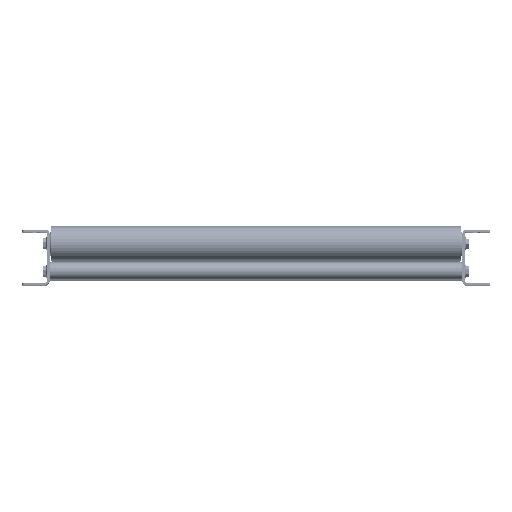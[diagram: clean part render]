
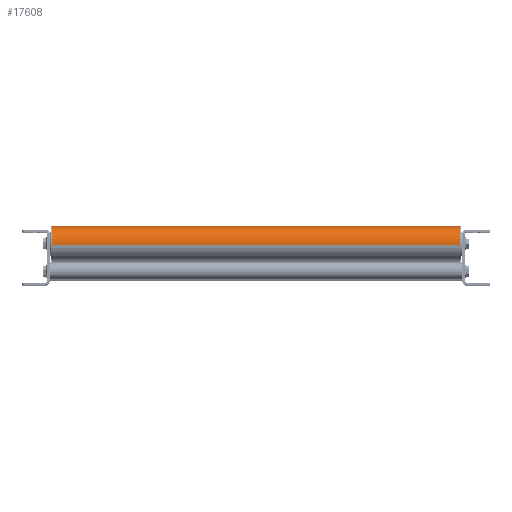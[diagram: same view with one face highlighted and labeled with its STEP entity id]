
A CAD part, top view. The second image highlights one B-rep face of the part: STEP entity #17608.
In plain terms, the highlighted cylindrical face has radius 25 mm (diameter 50 mm), a partial arc.
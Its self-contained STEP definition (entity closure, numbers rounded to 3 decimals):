
#1059 = LINE ( 'NONE', #16711, #15966 ) ;
#1172 = DIRECTION ( 'NONE',  ( -1., 0., 0. ) ) ;
#2168 = CIRCLE ( 'NONE', #16296, 25. ) ;
#2768 = CARTESIAN_POINT ( 'NONE',  ( 592.6, 0., -25. ) ) ;
#3952 = CYLINDRICAL_SURFACE ( 'NONE', #11359, 25. ) ;
#4990 = CIRCLE ( 'NONE', #13703, 25. ) ;
#5299 = ORIENTED_EDGE ( 'NONE', *, *, #13791, .F. ) ;
#6680 = CARTESIAN_POINT ( 'NONE',  ( 592.6, 0., 25. ) ) ;
#7499 = CARTESIAN_POINT ( 'NONE',  ( 0., 0., -25. ) ) ;
#7915 = DIRECTION ( 'NONE',  ( 1., 0., 0. ) ) ;
#8944 = CARTESIAN_POINT ( 'NONE',  ( 0., 0., 25. ) ) ;
#9179 = DIRECTION ( 'NONE',  ( -1., 0., 0. ) ) ;
#9744 = CARTESIAN_POINT ( 'NONE',  ( 592.6, 0., 0. ) ) ;
#10894 = VERTEX_POINT ( 'NONE', #6680 ) ;
#11096 = DIRECTION ( 'NONE',  ( 0., 0., 1. ) ) ;
#11116 = EDGE_CURVE ( 'NONE', #10894, #11908, #4990, .T. ) ;
#11359 = AXIS2_PLACEMENT_3D ( 'NONE', #18121, #9179, #11096 ) ;
#11862 = ORIENTED_EDGE ( 'NONE', *, *, #11116, .F. ) ;
#11908 = VERTEX_POINT ( 'NONE', #2768 ) ;
#13703 = AXIS2_PLACEMENT_3D ( 'NONE', #9744, #7915, #18131 ) ;
#13791 = EDGE_CURVE ( 'NONE', #11908, #14032, #1059, .T. ) ;
#13794 = VECTOR ( 'NONE', #19414, 1000. ) ;
#14006 = DIRECTION ( 'NONE',  ( 1., 0., 0. ) ) ;
#14032 = VERTEX_POINT ( 'NONE', #7499 ) ;
#15427 = EDGE_CURVE ( 'NONE', #10894, #22196, #15564, .T. ) ;
#15564 = LINE ( 'NONE', #20990, #13794 ) ;
#15966 = VECTOR ( 'NONE', #1172, 1000. ) ;
#16296 = AXIS2_PLACEMENT_3D ( 'NONE', #21015, #14006, #19663 ) ;
#16711 = CARTESIAN_POINT ( 'NONE',  ( 592.6, 0., -25. ) ) ;
#17132 = EDGE_LOOP ( 'NONE', ( #5299, #11862, #19843, #17299 ) ) ;
#17299 = ORIENTED_EDGE ( 'NONE', *, *, #21716, .T. ) ;
#17608 = ADVANCED_FACE ( 'Fl�che1', ( #19810 ), #3952, .T. ) ;
#18121 = CARTESIAN_POINT ( 'NONE',  ( 592.6, 0., 0. ) ) ;
#18131 = DIRECTION ( 'NONE',  ( 0., 0., -1. ) ) ;
#19414 = DIRECTION ( 'NONE',  ( -1., 0., 0. ) ) ;
#19663 = DIRECTION ( 'NONE',  ( 0., 0., -1. ) ) ;
#19810 = FACE_OUTER_BOUND ( 'NONE', #17132, .T. ) ;
#19843 = ORIENTED_EDGE ( 'NONE', *, *, #15427, .T. ) ;
#20990 = CARTESIAN_POINT ( 'NONE',  ( 592.6, 0., 25. ) ) ;
#21015 = CARTESIAN_POINT ( 'NONE',  ( 0., 0., 0. ) ) ;
#21716 = EDGE_CURVE ( 'NONE', #22196, #14032, #2168, .T. ) ;
#22196 = VERTEX_POINT ( 'NONE', #8944 ) ;
